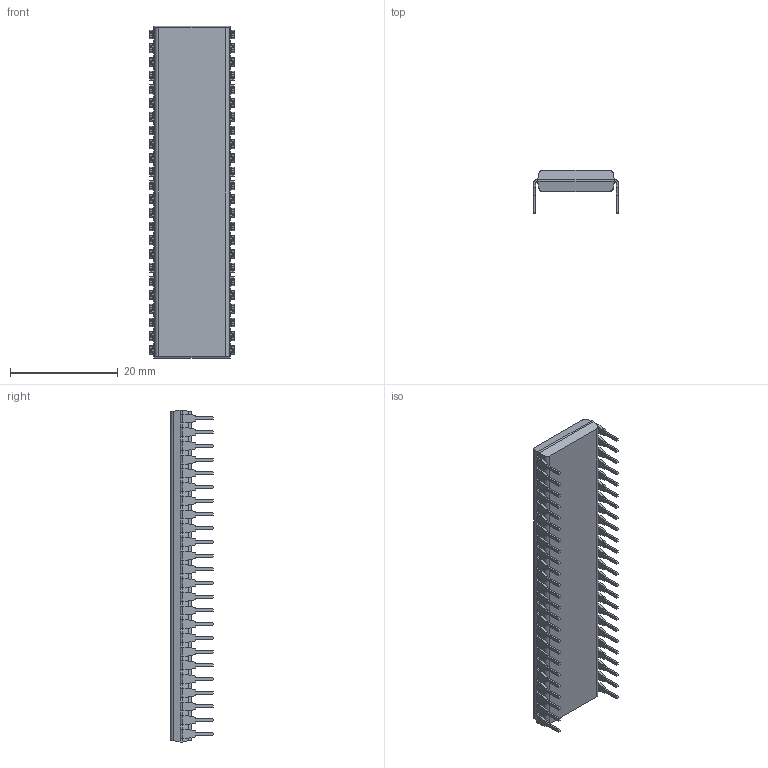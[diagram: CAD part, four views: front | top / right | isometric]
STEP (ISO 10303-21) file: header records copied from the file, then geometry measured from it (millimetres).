
FILE_DESCRIPTION (( 'STEP AP214' ), '1' );
FILE_NAME ('AF9ADFE5-EE5F-4286-90DA-D9311839F49F.STEP', '2008-08-05T15:14:43', ( 'SysAdmin' ), ( 'SolidWorks' ), 'SwSTEP 2.0', 'SolidWorks 2008', '' );
FILE_SCHEMA (( 'AUTOMOTIVE_DESIGN' ));
Length unit declared in the file: millimetre
Products named in the file (1): AF9ADFE5-EE5F-4286-90DA-D9311839F49F
Bounding box: 15.62 x 7.94 x 61.49 mm (x, y, z)
Volume: 3400.1 mm3; surface area: 3030.8 mm2
Topology: 1 solids, 1 shells, 887 faces, 2457 edges, 1571 vertices
Faces by surface type: plane 783, cylinder 102, sphere 2
Entity records: 28364 total; most frequent: CARTESIAN_POINT 4940, ORIENTED_EDGE 4906, DIRECTION 4419, EDGE_CURVE 2453, VECTOR 2243, LINE 2243, VERTEX_POINT 1569, AXIS2_PLACEMENT_3D 1088
